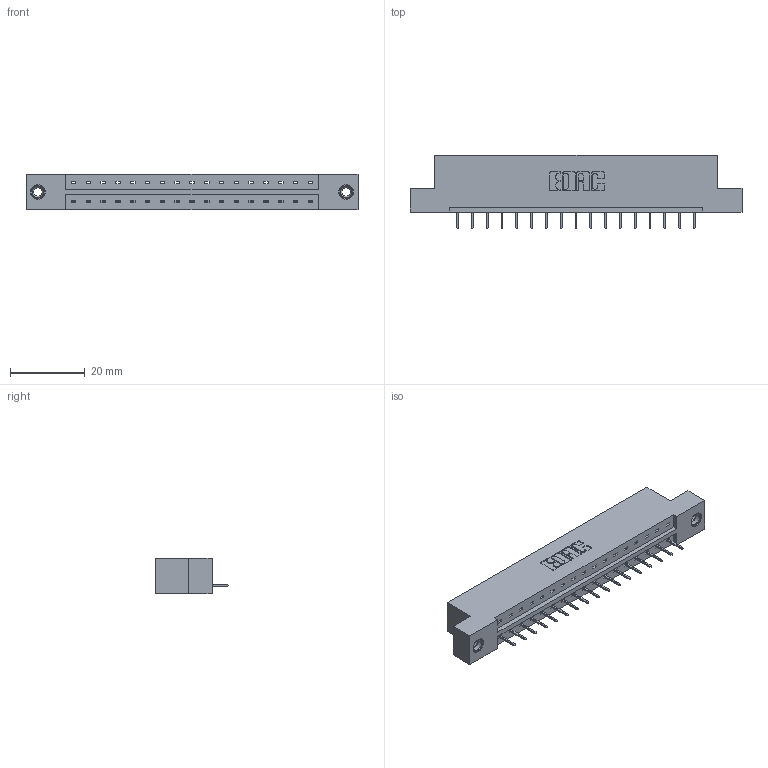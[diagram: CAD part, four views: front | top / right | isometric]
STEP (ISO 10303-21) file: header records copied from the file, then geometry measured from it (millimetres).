
FILE_DESCRIPTION (( 'STEP AP203' ), '1' );
FILE_NAME ('333-017-524-108.STEP', '2019-08-09T11:57:31', ( '' ), ( '' ), 'SwSTEP 2.0', 'SolidWorks 2016', '' );
FILE_SCHEMA (( 'CONFIG_CONTROL_DESIGN' ));
Length unit declared in the file: inch
Products named in the file (4): 333 Part_Flush - .156 Dia - TI; 333-017-524-108; 345-292-001_345-293-124; 345-250-001_345-250-003-102
Assembly tree (20 placements, depth 2):
  333-017-524-108
    333 Part_Flush - .156 Dia - TI
    345-292-001_345-293-124  x17
    345-250-001_345-250-003-102  x2
Bounding box: 88.9 x 19.69 x 9.4 mm (x, y, z)
Volume: 8657.2 mm3; surface area: 8998.3 mm2
Topology: 20 solids, 20 shells, 1228 faces, 3507 edges, 2262 vertices
Faces by surface type: plane 918, cylinder 294, cone 12, torus 4
Entity records: 14886 total; most frequent: CARTESIAN_POINT 2552, ORIENTED_EDGE 2498, DIRECTION 2237, EDGE_CURVE 1249, VECTOR 1105, LINE 1105, VERTEX_POINT 824, AXIS2_PLACEMENT_3D 566
